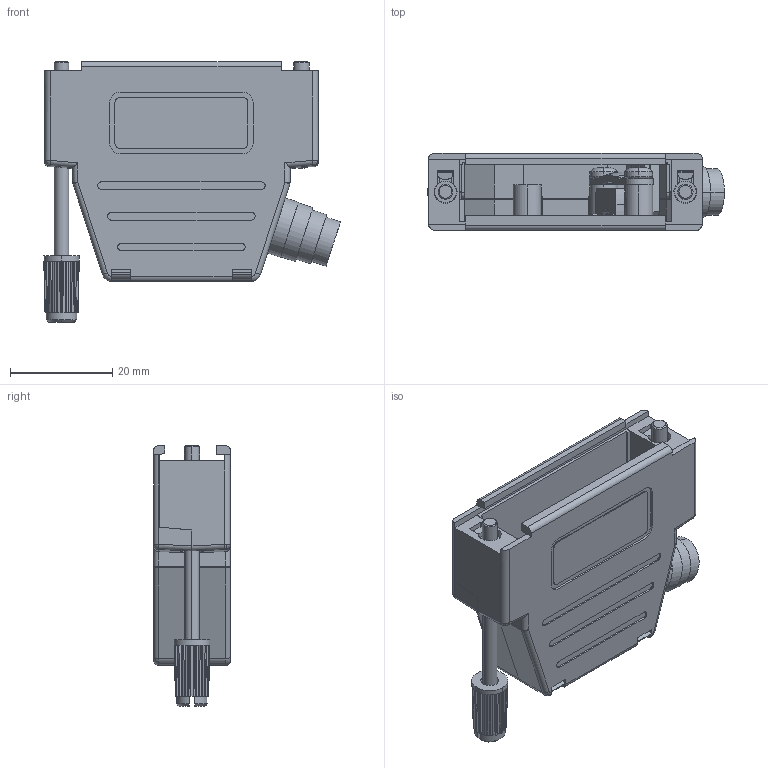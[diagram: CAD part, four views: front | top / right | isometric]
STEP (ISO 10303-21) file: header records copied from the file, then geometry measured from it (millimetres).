
FILE_DESCRIPTION (( 'STEP AP214' ), '1' );
FILE_NAME ('6688-9479-MS.STEP', '2023-01-16T12:31:08', ( '' ), ( '' ), 'SwSTEP 2.0', 'SolidWorks 2021', '' );
FILE_SCHEMA (( 'AUTOMOTIVE_DESIGN' ));
Length unit declared in the file: millimetre
Products named in the file (9): 6811-0132-05 Part 2; 6822-0121-32; 6718-0102-01; 6838-0109-32; 6826-0133-01; 6855-0109-01; 6830-0106-01; 6811-0132-05 Part 1; 6688-9479-MS
Assembly tree (9 placements, depth 2):
  6688-9479-MS
    6811-0132-05 Part 1
    6718-0102-01
    6811-0132-05 Part 2
    6822-0121-32
    6826-0133-01
    6830-0106-01
    6838-0109-32
    6855-0109-01  x2
Bounding box: 58.04 x 15 x 51 mm (x, y, z)
Volume: 11175.4 mm3; surface area: 16464.6 mm2
Topology: 11 solids, 11 shells, 870 faces, 2263 edges, 1449 vertices
Faces by surface type: plane 570, cylinder 219, cone 37, bspline 24, torus 13, sphere 7
Entity records: 28648 total; most frequent: CARTESIAN_POINT 8396, ORIENTED_EDGE 4250, DIRECTION 3986, EDGE_CURVE 2125, VECTOR 1436, LINE 1436, VERTEX_POINT 1361, AXIS2_PLACEMENT_3D 1275
